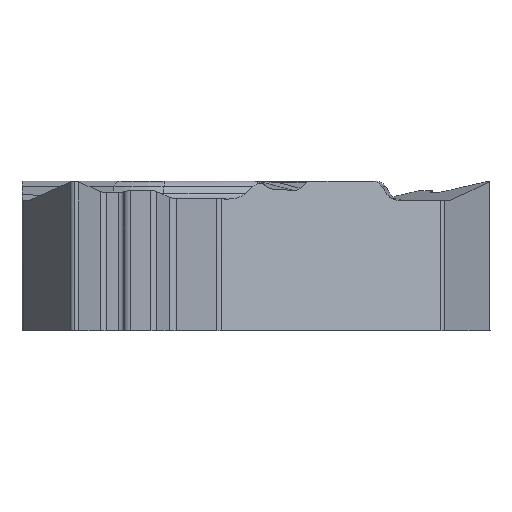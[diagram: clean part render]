
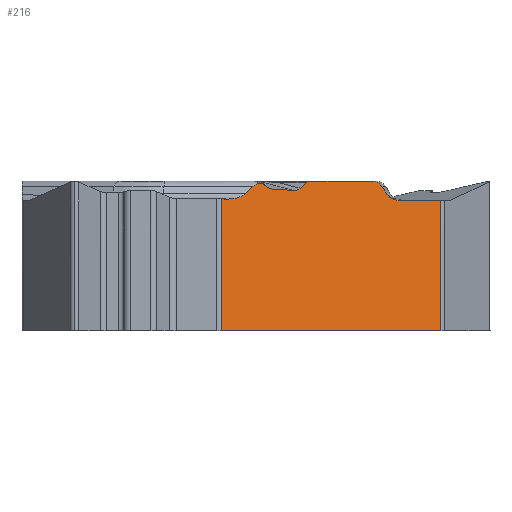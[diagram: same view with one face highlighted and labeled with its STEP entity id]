
A CAD part, front view. The second image highlights one B-rep face of the part: STEP entity #216.
In plain terms, the highlighted planar face has unit normal (0.5, -0.866, 0).
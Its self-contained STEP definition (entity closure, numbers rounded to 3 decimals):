
#216=ADVANCED_FACE('',(#397),#337,.F.);
#337=PLANE('',#2536);
#397=FACE_OUTER_BOUND('',#525,.T.);
#525=EDGE_LOOP('',(#832,#833,#834,#835,#836,#837,#838,#839,#840,#841,#842,
#843,#844,#845,#846,#847,#848,#849,#850));
#662=ELLIPSE('',#2531,0.39,0.32);
#663=ELLIPSE('',#2532,0.377,0.32);
#664=ELLIPSE('',#2533,0.167,0.15);
#665=ELLIPSE('',#2534,0.64,0.32);
#666=ELLIPSE('',#2535,0.64,0.32);
#832=ORIENTED_EDGE('',*,*,#1754,.F.);
#833=ORIENTED_EDGE('',*,*,#1755,.T.);
#834=ORIENTED_EDGE('',*,*,#1756,.F.);
#835=ORIENTED_EDGE('',*,*,#1757,.T.);
#836=ORIENTED_EDGE('',*,*,#1758,.T.);
#837=ORIENTED_EDGE('',*,*,#1759,.F.);
#838=ORIENTED_EDGE('',*,*,#1760,.F.);
#839=ORIENTED_EDGE('',*,*,#1761,.F.);
#840=ORIENTED_EDGE('',*,*,#1762,.T.);
#841=ORIENTED_EDGE('',*,*,#1763,.T.);
#842=ORIENTED_EDGE('',*,*,#1764,.T.);
#843=ORIENTED_EDGE('',*,*,#1765,.T.);
#844=ORIENTED_EDGE('',*,*,#1766,.T.);
#845=ORIENTED_EDGE('',*,*,#1767,.F.);
#846=ORIENTED_EDGE('',*,*,#1768,.F.);
#847=ORIENTED_EDGE('',*,*,#1769,.F.);
#848=ORIENTED_EDGE('',*,*,#1770,.T.);
#849=ORIENTED_EDGE('',*,*,#1771,.T.);
#850=ORIENTED_EDGE('',*,*,#1772,.T.);
#1504=VERTEX_POINT('',#4186);
#1505=VERTEX_POINT('',#4187);
#1506=VERTEX_POINT('',#4189);
#1507=VERTEX_POINT('',#4191);
#1508=VERTEX_POINT('',#4193);
#1509=VERTEX_POINT('',#4195);
#1510=VERTEX_POINT('',#4197);
#1511=VERTEX_POINT('',#4199);
#1512=VERTEX_POINT('',#4201);
#1513=VERTEX_POINT('',#4203);
#1514=VERTEX_POINT('',#4214);
#1515=VERTEX_POINT('',#4216);
#1516=VERTEX_POINT('',#4230);
#1517=VERTEX_POINT('',#4232);
#1518=VERTEX_POINT('',#4246);
#1519=VERTEX_POINT('',#4248);
#1520=VERTEX_POINT('',#4250);
#1521=VERTEX_POINT('',#4252);
#1522=VERTEX_POINT('',#4254);
#1754=EDGE_CURVE('',#1504,#1505,#2070,.T.);
#1755=EDGE_CURVE('',#1504,#1506,#2071,.T.);
#1756=EDGE_CURVE('',#1507,#1506,#2072,.T.);
#1757=EDGE_CURVE('',#1507,#1508,#662,.T.);
#1758=EDGE_CURVE('',#1508,#1509,#2073,.T.);
#1759=EDGE_CURVE('',#1510,#1509,#663,.T.);
#1760=EDGE_CURVE('',#1511,#1510,#2074,.T.);
#1761=EDGE_CURVE('',#1512,#1511,#664,.T.);
#1762=EDGE_CURVE('',#1512,#1513,#2075,.T.);
#1763=EDGE_CURVE('',#1513,#1514,#2438,.T.);
#1764=EDGE_CURVE('',#1514,#1515,#2076,.T.);
#1765=EDGE_CURVE('',#1515,#1516,#2439,.T.);
#1766=EDGE_CURVE('',#1516,#1517,#2077,.T.);
#1767=EDGE_CURVE('',#1518,#1517,#2440,.T.);
#1768=EDGE_CURVE('',#1519,#1518,#665,.T.);
#1769=EDGE_CURVE('',#1520,#1519,#2078,.T.);
#1770=EDGE_CURVE('',#1520,#1521,#666,.T.);
#1771=EDGE_CURVE('',#1521,#1522,#2079,.T.);
#1772=EDGE_CURVE('',#1522,#1505,#2080,.T.);
#2070=LINE('',#4185,#2274);
#2071=LINE('',#4188,#2275);
#2072=LINE('',#4190,#2276);
#2073=LINE('',#4194,#2277);
#2074=LINE('',#4198,#2278);
#2075=LINE('',#4202,#2279);
#2076=LINE('',#4215,#2280);
#2077=LINE('',#4231,#2281);
#2078=LINE('',#4249,#2282);
#2079=LINE('',#4253,#2283);
#2080=LINE('',#4255,#2284);
#2274=VECTOR('',#2901,1.);
#2275=VECTOR('',#2902,1.);
#2276=VECTOR('',#2903,1.);
#2277=VECTOR('',#2906,1.);
#2278=VECTOR('',#2909,1.);
#2279=VECTOR('',#2912,1.);
#2280=VECTOR('',#2913,1.);
#2281=VECTOR('',#2914,1.);
#2282=VECTOR('',#2917,1.);
#2283=VECTOR('',#2920,1.);
#2284=VECTOR('',#2921,1.);
#2438=B_SPLINE_CURVE_WITH_KNOTS('',3,(#4204,#4205,#4206,#4207,#4208,#4209,
#4210,#4211,#4212,#4213),.UNSPECIFIED.,.F.,.F.,(4,3,3,4),(0.,0.474,
0.706,1.),.UNSPECIFIED.);
#2439=B_SPLINE_CURVE_WITH_KNOTS('',3,(#4217,#4218,#4219,#4220,#4221,#4222,
#4223,#4224,#4225,#4226,#4227,#4228,#4229),.UNSPECIFIED.,.F.,.F.,(4,3,3,
3,4),(0.,0.25,0.499,0.746,1.),
 .UNSPECIFIED.);
#2440=B_SPLINE_CURVE_WITH_KNOTS('',3,(#4233,#4234,#4235,#4236,#4237,#4238,
#4239,#4240,#4241,#4242,#4243,#4244,#4245),.UNSPECIFIED.,.F.,.F.,(4,3,3,
3,4),(0.,0.263,0.524,0.907,1.),
 .UNSPECIFIED.);
#2531=AXIS2_PLACEMENT_3D('',#4192,#2904,#2905);
#2532=AXIS2_PLACEMENT_3D('',#4196,#2907,#2908);
#2533=AXIS2_PLACEMENT_3D('',#4200,#2910,#2911);
#2534=AXIS2_PLACEMENT_3D('',#4247,#2915,#2916);
#2535=AXIS2_PLACEMENT_3D('',#4251,#2918,#2919);
#2536=AXIS2_PLACEMENT_3D('',#4256,#2922,#2923);
#2901=DIRECTION('',(-0.866,-0.5,0.));
#2902=DIRECTION('',(0.,0.,1.));
#2903=DIRECTION('',(0.866,0.5,0.));
#2904=DIRECTION('',(-0.5,0.866,0.));
#2905=DIRECTION('',(-0.859,-0.496,0.125));
#2906=DIRECTION('',(-0.527,-0.304,0.794));
#2907=DIRECTION('',(-0.5,0.866,0.));
#2908=DIRECTION('',(-0.866,-0.5,0.));
#2909=DIRECTION('',(0.866,0.5,0.));
#2910=DIRECTION('',(-0.5,0.866,0.));
#2911=DIRECTION('',(-0.866,-0.5,0.));
#2912=DIRECTION('',(-0.687,-0.397,-0.608));
#2913=DIRECTION('',(-0.865,-0.499,0.049));
#2914=DIRECTION('',(-0.656,-0.378,0.653));
#2915=DIRECTION('',(-0.5,0.866,0.));
#2916=DIRECTION('',(-0.866,-0.5,0.));
#2917=DIRECTION('',(0.686,0.396,0.61));
#2918=DIRECTION('',(-0.5,0.866,0.));
#2919=DIRECTION('',(0.866,0.5,0.));
#2920=DIRECTION('',(-0.858,-0.496,0.133));
#2921=DIRECTION('',(0.,0.,-1.));
#2922=DIRECTION('',(-0.5,0.866,0.));
#2923=DIRECTION('',(-0.866,-0.5,0.));
#4185=CARTESIAN_POINT('',(8.733,-0.457,-3.97));
#4186=CARTESIAN_POINT('',(6.372,-1.821,-3.97));
#4187=CARTESIAN_POINT('',(0.543,-5.186,-3.97));
#4188=CARTESIAN_POINT('',(6.372,-1.821,0.));
#4189=CARTESIAN_POINT('',(6.372,-1.821,-0.5));
#4190=CARTESIAN_POINT('',(-3.971,-7.792,-0.5));
#4191=CARTESIAN_POINT('',(5.231,-2.479,-0.5));
#4192=CARTESIAN_POINT('',(5.214,-2.489,-0.179));
#4193=CARTESIAN_POINT('',(4.932,-2.652,-0.341));
#4194=CARTESIAN_POINT('',(1.498,-4.634,4.836));
#4195=CARTESIAN_POINT('',(4.802,-2.727,-0.146));
#4196=CARTESIAN_POINT('',(4.528,-2.885,-0.32));
#4197=CARTESIAN_POINT('',(4.528,-2.885,0.));
#4198=CARTESIAN_POINT('',(-3.971,-7.792,0.));
#4199=CARTESIAN_POINT('',(2.884,-3.834,0.));
#4200=CARTESIAN_POINT('',(2.884,-3.834,-0.15));
#4201=CARTESIAN_POINT('',(2.79,-3.888,-0.036));
#4202=CARTESIAN_POINT('',(-1.455,-6.34,-3.792));
#4203=CARTESIAN_POINT('',(2.626,-3.983,-0.181));
#4204=CARTESIAN_POINT('',(2.626,-3.983,-0.181));
#4205=CARTESIAN_POINT('',(2.603,-3.996,-0.201));
#4206=CARTESIAN_POINT('',(2.577,-4.011,-0.217));
#4207=CARTESIAN_POINT('',(2.55,-4.027,-0.227));
#4208=CARTESIAN_POINT('',(2.536,-4.035,-0.232));
#4209=CARTESIAN_POINT('',(2.522,-4.043,-0.236));
#4210=CARTESIAN_POINT('',(2.508,-4.051,-0.238));
#4211=CARTESIAN_POINT('',(2.49,-4.061,-0.242));
#4212=CARTESIAN_POINT('',(2.472,-4.072,-0.243));
#4213=CARTESIAN_POINT('',(2.454,-4.082,-0.242));
#4214=CARTESIAN_POINT('',(2.454,-4.082,-0.242));
#4215=CARTESIAN_POINT('',(8.709,-0.471,-0.593));
#4216=CARTESIAN_POINT('',(1.894,-4.406,-0.21));
#4217=CARTESIAN_POINT('',(1.894,-4.406,-0.21));
#4218=CARTESIAN_POINT('',(1.878,-4.415,-0.209));
#4219=CARTESIAN_POINT('',(1.863,-4.424,-0.207));
#4220=CARTESIAN_POINT('',(1.847,-4.433,-0.203));
#4221=CARTESIAN_POINT('',(1.832,-4.442,-0.199));
#4222=CARTESIAN_POINT('',(1.817,-4.45,-0.194));
#4223=CARTESIAN_POINT('',(1.802,-4.459,-0.187));
#4224=CARTESIAN_POINT('',(1.788,-4.467,-0.18));
#4225=CARTESIAN_POINT('',(1.774,-4.475,-0.172));
#4226=CARTESIAN_POINT('',(1.761,-4.483,-0.163));
#4227=CARTESIAN_POINT('',(1.747,-4.491,-0.153));
#4228=CARTESIAN_POINT('',(1.734,-4.498,-0.142));
#4229=CARTESIAN_POINT('',(1.722,-4.505,-0.13));
#4230=CARTESIAN_POINT('',(1.722,-4.505,-0.13));
#4231=CARTESIAN_POINT('',(5.684,-2.218,-4.079));
#4232=CARTESIAN_POINT('',(1.696,-4.52,-0.104));
#4233=CARTESIAN_POINT('',(1.533,-4.614,-0.054));
#4234=CARTESIAN_POINT('',(1.548,-4.606,-0.048));
#4235=CARTESIAN_POINT('',(1.563,-4.597,-0.046));
#4236=CARTESIAN_POINT('',(1.579,-4.588,-0.046));
#4237=CARTESIAN_POINT('',(1.594,-4.579,-0.047));
#4238=CARTESIAN_POINT('',(1.609,-4.57,-0.05));
#4239=CARTESIAN_POINT('',(1.624,-4.562,-0.056));
#4240=CARTESIAN_POINT('',(1.645,-4.55,-0.064));
#4241=CARTESIAN_POINT('',(1.665,-4.538,-0.077));
#4242=CARTESIAN_POINT('',(1.683,-4.528,-0.092));
#4243=CARTESIAN_POINT('',(1.687,-4.525,-0.096));
#4244=CARTESIAN_POINT('',(1.691,-4.523,-0.1));
#4245=CARTESIAN_POINT('',(1.696,-4.52,-0.104));
#4246=CARTESIAN_POINT('',(1.533,-4.614,-0.054));
#4247=CARTESIAN_POINT('',(1.84,-4.437,-0.32));
#4248=CARTESIAN_POINT('',(1.375,-4.705,-0.146));
#4249=CARTESIAN_POINT('',(6.056,-2.003,4.016));
#4250=CARTESIAN_POINT('',(1.171,-4.823,-0.328));
#4251=CARTESIAN_POINT('',(0.706,-5.092,-0.153));
#4252=CARTESIAN_POINT('',(0.562,-5.175,-0.462));
#4253=CARTESIAN_POINT('',(8.537,-0.571,-1.696));
#4254=CARTESIAN_POINT('',(0.543,-5.186,-0.459));
#4255=CARTESIAN_POINT('',(0.543,-5.186,0.));
#4256=CARTESIAN_POINT('',(8.733,-0.457,0.));
